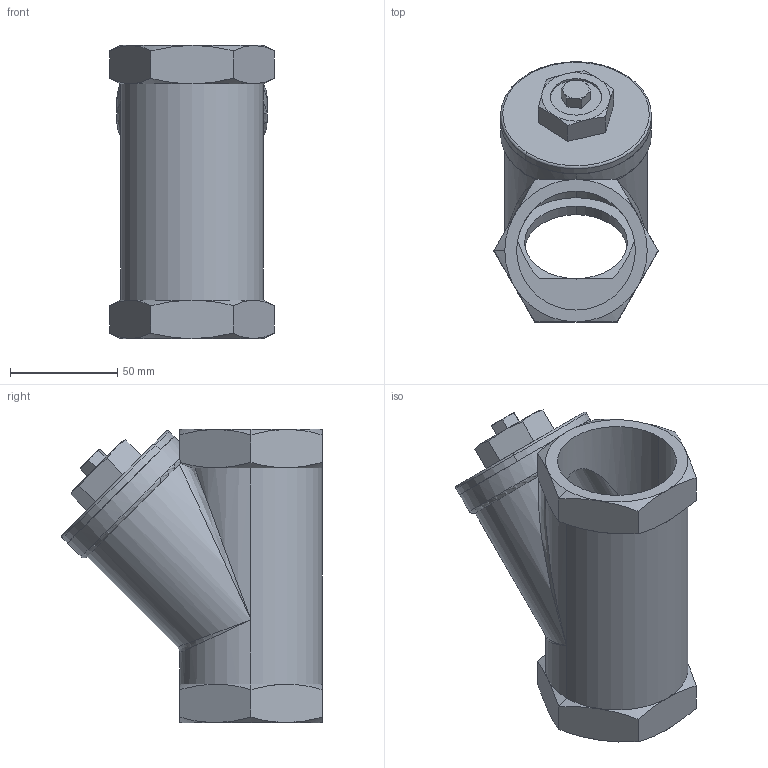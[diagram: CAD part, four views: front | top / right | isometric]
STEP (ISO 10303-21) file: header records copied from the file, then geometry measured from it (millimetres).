
FILE_DESCRIPTION (( 'STEP AP214' ), '1' );
FILE_NAME ('DN50.STEP', '2015-10-14T06:35:22', ( '·L³n¥Î¤á' ), ( '·L³n¤¤°ê' ), 'SwSTEP 2.0', 'SolidWorks 2007', '' );
FILE_SCHEMA (( 'AUTOMOTIVE_DESIGN' ));
Length unit declared in the file: millimetre
Products named in the file (4): 0307_預設; 0108_預設; 0504_預設; DN50
Assembly tree (3 placements, depth 2):
  DN50
    0108_預設
    0504_預設
    0307_預設
Bounding box: 76.79 x 121.6 x 137 mm (x, y, z)
Volume: 230287.1 mm3; surface area: 86039 mm2
Topology: 3 solids, 3 shells, 112 faces, 261 edges, 155 vertices
Faces by surface type: cone 40, plane 40, cylinder 26, torus 3, bspline 3
Entity records: 3799 total; most frequent: CARTESIAN_POINT 1322, ORIENTED_EDGE 514, DIRECTION 470, EDGE_CURVE 257, AXIS2_PLACEMENT_3D 201, VERTEX_POINT 155, EDGE_LOOP 120, ADVANCED_FACE 112
